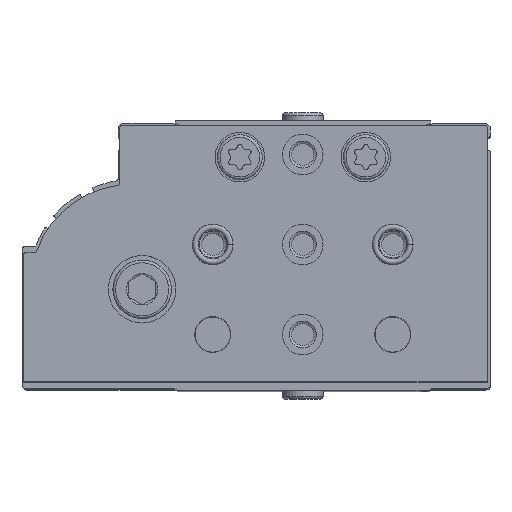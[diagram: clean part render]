
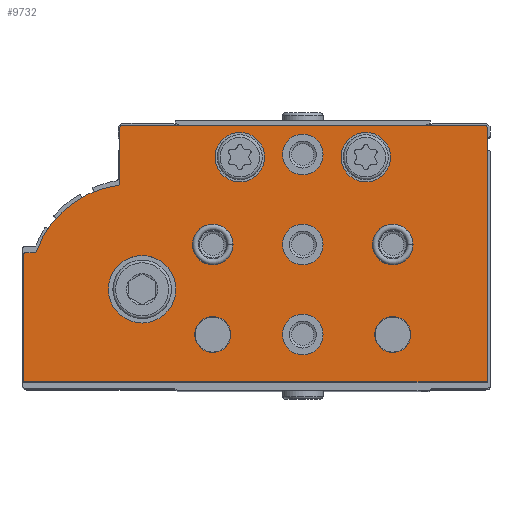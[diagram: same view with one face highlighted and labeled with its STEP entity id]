
A CAD part, top view. The second image highlights one B-rep face of the part: STEP entity #9732.
In plain terms, the highlighted face is planar.
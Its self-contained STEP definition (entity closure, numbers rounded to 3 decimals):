
#979=LINE('',#16548,#1721);
#981=LINE('',#16552,#1723);
#983=LINE('',#16556,#1725);
#986=LINE('',#16564,#1728);
#991=LINE('',#16580,#1733);
#994=LINE('',#16588,#1736);
#1721=VECTOR('',#13361,1000.);
#1723=VECTOR('',#13365,1000.);
#1725=VECTOR('',#13369,1000.);
#1728=VECTOR('',#13378,1000.);
#1733=VECTOR('',#13397,1000.);
#1736=VECTOR('',#13406,1000.);
#3699=ORIENTED_EDGE('',*,*,#5488,.T.);
#3700=ORIENTED_EDGE('',*,*,#5489,.T.);
#3701=ORIENTED_EDGE('',*,*,#5490,.T.);
#3702=ORIENTED_EDGE('',*,*,#5491,.T.);
#3703=ORIENTED_EDGE('',*,*,#5492,.T.);
#3704=ORIENTED_EDGE('',*,*,#5493,.T.);
#3705=ORIENTED_EDGE('',*,*,#5494,.T.);
#3706=ORIENTED_EDGE('',*,*,#5495,.T.);
#3707=ORIENTED_EDGE('',*,*,#5496,.T.);
#3708=ORIENTED_EDGE('',*,*,#5497,.T.);
#3709=ORIENTED_EDGE('',*,*,#5463,.F.);
#3710=ORIENTED_EDGE('',*,*,#5486,.F.);
#3711=ORIENTED_EDGE('',*,*,#5484,.F.);
#3712=ORIENTED_EDGE('',*,*,#5482,.F.);
#3713=ORIENTED_EDGE('',*,*,#5480,.T.);
#3714=ORIENTED_EDGE('',*,*,#5478,.F.);
#3715=ORIENTED_EDGE('',*,*,#5476,.T.);
#3716=ORIENTED_EDGE('',*,*,#5474,.F.);
#3717=ORIENTED_EDGE('',*,*,#5472,.F.);
#3718=ORIENTED_EDGE('',*,*,#5470,.F.);
#3719=ORIENTED_EDGE('',*,*,#5468,.F.);
#3720=ORIENTED_EDGE('',*,*,#5466,.F.);
#5463=EDGE_CURVE('',#6543,#6544,#7144,.T.);
#5466=EDGE_CURVE('',#6544,#6545,#979,.T.);
#5468=EDGE_CURVE('',#6545,#6546,#981,.T.);
#5470=EDGE_CURVE('',#6546,#6547,#983,.T.);
#5472=EDGE_CURVE('',#6547,#6548,#7145,.T.);
#5474=EDGE_CURVE('',#6548,#6549,#986,.T.);
#5476=EDGE_CURVE('',#6550,#6549,#7146,.T.);
#5478=EDGE_CURVE('',#6550,#6551,#7147,.T.);
#5480=EDGE_CURVE('',#6552,#6551,#7148,.T.);
#5482=EDGE_CURVE('',#6552,#6553,#991,.T.);
#5484=EDGE_CURVE('',#6553,#6554,#7149,.T.);
#5486=EDGE_CURVE('',#6554,#6543,#994,.T.);
#5488=EDGE_CURVE('',#6555,#6555,#7150,.T.);
#5489=EDGE_CURVE('',#6556,#6556,#7151,.T.);
#5490=EDGE_CURVE('',#6557,#6557,#7152,.T.);
#5491=EDGE_CURVE('',#6558,#6558,#7153,.T.);
#5492=EDGE_CURVE('',#6559,#6559,#7154,.T.);
#5493=EDGE_CURVE('',#6560,#6560,#7155,.T.);
#5494=EDGE_CURVE('',#6561,#6561,#7156,.T.);
#5495=EDGE_CURVE('',#6562,#6562,#7157,.T.);
#5496=EDGE_CURVE('',#6563,#6563,#7158,.T.);
#5497=EDGE_CURVE('',#6564,#6564,#7159,.T.);
#6543=VERTEX_POINT('',#16543);
#6544=VERTEX_POINT('',#16544);
#6545=VERTEX_POINT('',#16549);
#6546=VERTEX_POINT('',#16553);
#6547=VERTEX_POINT('',#16557);
#6548=VERTEX_POINT('',#16561);
#6549=VERTEX_POINT('',#16565);
#6550=VERTEX_POINT('',#16569);
#6551=VERTEX_POINT('',#16573);
#6552=VERTEX_POINT('',#16577);
#6553=VERTEX_POINT('',#16581);
#6554=VERTEX_POINT('',#16585);
#6555=VERTEX_POINT('',#16592);
#6556=VERTEX_POINT('',#16594);
#6557=VERTEX_POINT('',#16596);
#6558=VERTEX_POINT('',#16598);
#6559=VERTEX_POINT('',#16600);
#6560=VERTEX_POINT('',#16602);
#6561=VERTEX_POINT('',#16604);
#6562=VERTEX_POINT('',#16606);
#6563=VERTEX_POINT('',#16608);
#6564=VERTEX_POINT('',#16610);
#7144=CIRCLE('',#10942,0.5);
#7145=CIRCLE('',#10947,0.5);
#7146=CIRCLE('',#10950,0.5);
#7147=CIRCLE('',#10952,22.5);
#7148=CIRCLE('',#10954,0.5);
#7149=CIRCLE('',#10957,0.5);
#7150=CIRCLE('',#10960,7.5);
#7151=CIRCLE('',#10961,4.5);
#7152=CIRCLE('',#10962,5.5);
#7153=CIRCLE('',#10963,5.5);
#7154=CIRCLE('',#10964,4.5);
#7155=CIRCLE('',#10965,4.5);
#7156=CIRCLE('',#10966,4.5);
#7157=CIRCLE('',#10967,4.);
#7158=CIRCLE('',#10968,4.5);
#7159=CIRCLE('',#10969,4.);
#7862=EDGE_LOOP('',(#3699));
#7863=EDGE_LOOP('',(#3700));
#7864=EDGE_LOOP('',(#3701));
#7865=EDGE_LOOP('',(#3702));
#7866=EDGE_LOOP('',(#3703));
#7867=EDGE_LOOP('',(#3704));
#7868=EDGE_LOOP('',(#3705));
#7869=EDGE_LOOP('',(#3706));
#7870=EDGE_LOOP('',(#3707));
#7871=EDGE_LOOP('',(#3708));
#7872=EDGE_LOOP('',(#3709,#3710,#3711,#3712,#3713,#3714,#3715,#3716,#3717,
#3718,#3719,#3720));
#8718=FACE_BOUND('',#7862,.T.);
#8719=FACE_BOUND('',#7863,.T.);
#8720=FACE_BOUND('',#7864,.T.);
#8721=FACE_BOUND('',#7865,.T.);
#8722=FACE_BOUND('',#7866,.T.);
#8723=FACE_BOUND('',#7867,.T.);
#8724=FACE_BOUND('',#7868,.T.);
#8725=FACE_BOUND('',#7869,.T.);
#8726=FACE_BOUND('',#7870,.T.);
#8727=FACE_BOUND('',#7871,.T.);
#8728=FACE_BOUND('',#7872,.T.);
#9265=PLANE('',#10959);
#9732=ADVANCED_FACE('',(#8718,#8719,#8720,#8721,#8722,#8723,#8724,#8725,
#8726,#8727,#8728),#9265,.F.);
#10942=AXIS2_PLACEMENT_3D('',#16542,#13355,#13356);
#10947=AXIS2_PLACEMENT_3D('',#16560,#13373,#13374);
#10950=AXIS2_PLACEMENT_3D('',#16568,#13382,#13383);
#10952=AXIS2_PLACEMENT_3D('',#16572,#13387,#13388);
#10954=AXIS2_PLACEMENT_3D('',#16576,#13392,#13393);
#10957=AXIS2_PLACEMENT_3D('',#16584,#13401,#13402);
#10959=AXIS2_PLACEMENT_3D('',#16590,#13408,#13409);
#10960=AXIS2_PLACEMENT_3D('',#16591,#13410,#13411);
#10961=AXIS2_PLACEMENT_3D('',#16593,#13412,#13413);
#10962=AXIS2_PLACEMENT_3D('',#16595,#13414,#13415);
#10963=AXIS2_PLACEMENT_3D('',#16597,#13416,#13417);
#10964=AXIS2_PLACEMENT_3D('',#16599,#13418,#13419);
#10965=AXIS2_PLACEMENT_3D('',#16601,#13420,#13421);
#10966=AXIS2_PLACEMENT_3D('',#16603,#13422,#13423);
#10967=AXIS2_PLACEMENT_3D('',#16605,#13424,#13425);
#10968=AXIS2_PLACEMENT_3D('',#16607,#13426,#13427);
#10969=AXIS2_PLACEMENT_3D('',#16609,#13428,#13429);
#13355=DIRECTION('',(0.,0.,1.));
#13356=DIRECTION('',(1.,0.,0.));
#13361=DIRECTION('',(0.,-1.,0.));
#13365=DIRECTION('',(1.,0.,0.));
#13369=DIRECTION('',(0.,1.,0.));
#13373=DIRECTION('',(0.,0.,1.));
#13374=DIRECTION('',(1.,0.,0.));
#13378=DIRECTION('',(-1.,0.,0.));
#13382=DIRECTION('',(0.,0.,1.));
#13383=DIRECTION('',(1.,0.,0.));
#13387=DIRECTION('',(0.,0.,1.));
#13388=DIRECTION('',(1.,0.,0.));
#13392=DIRECTION('',(0.,0.,1.));
#13393=DIRECTION('',(1.,0.,0.));
#13397=DIRECTION('',(0.,1.,0.));
#13401=DIRECTION('',(0.,0.,1.));
#13402=DIRECTION('',(1.,0.,0.));
#13406=DIRECTION('',(-1.,0.,0.));
#13408=DIRECTION('',(0.,0.,1.));
#13409=DIRECTION('',(1.,0.,0.));
#13410=DIRECTION('',(0.,0.,1.));
#13411=DIRECTION('',(1.,0.,0.));
#13412=DIRECTION('',(0.,0.,1.));
#13413=DIRECTION('',(1.,0.,0.));
#13414=DIRECTION('',(0.,0.,1.));
#13415=DIRECTION('',(1.,0.,0.));
#13416=DIRECTION('',(0.,0.,1.));
#13417=DIRECTION('',(1.,0.,0.));
#13418=DIRECTION('',(0.,0.,1.));
#13419=DIRECTION('',(1.,0.,0.));
#13420=DIRECTION('',(0.,0.,1.));
#13421=DIRECTION('',(1.,0.,0.));
#13422=DIRECTION('',(0.,0.,1.));
#13423=DIRECTION('',(1.,0.,0.));
#13424=DIRECTION('',(0.,0.,1.));
#13425=DIRECTION('',(1.,0.,0.));
#13426=DIRECTION('',(0.,0.,1.));
#13427=DIRECTION('',(1.,0.,0.));
#13428=DIRECTION('',(0.,0.,1.));
#13429=DIRECTION('',(1.,0.,0.));
#16542=CARTESIAN_POINT('',(0.5,56.5,0.));
#16543=CARTESIAN_POINT('',(0.5,57.,0.));
#16544=CARTESIAN_POINT('',(0.,56.5,0.));
#16548=CARTESIAN_POINT('',(0.,56.5,0.));
#16549=CARTESIAN_POINT('',(0.,0.,0.));
#16552=CARTESIAN_POINT('',(0.,0.,0.));
#16553=CARTESIAN_POINT('',(103.,0.,0.));
#16556=CARTESIAN_POINT('',(103.,0.,0.));
#16557=CARTESIAN_POINT('',(103.,28.2,0.));
#16560=CARTESIAN_POINT('',(102.5,28.2,0.));
#16561=CARTESIAN_POINT('',(102.5,28.7,0.));
#16564=CARTESIAN_POINT('',(102.5,28.7,0.));
#16565=CARTESIAN_POINT('',(100.637,28.7,0.));
#16568=CARTESIAN_POINT('',(100.637,29.2,0.));
#16569=CARTESIAN_POINT('',(100.167,29.03,0.));
#16572=CARTESIAN_POINT('',(79.,21.4,0.));
#16573=CARTESIAN_POINT('',(82.033,43.695,0.));
#16576=CARTESIAN_POINT('',(82.1,44.19,0.));
#16577=CARTESIAN_POINT('',(81.6,44.19,0.));
#16580=CARTESIAN_POINT('',(81.6,44.19,0.));
#16581=CARTESIAN_POINT('',(81.6,56.5,0.));
#16584=CARTESIAN_POINT('',(81.1,56.5,0.));
#16585=CARTESIAN_POINT('',(81.1,57.,0.));
#16588=CARTESIAN_POINT('',(81.1,57.,0.));
#16590=CARTESIAN_POINT('',(0.5,56.5,0.));
#16591=CARTESIAN_POINT('',(76.65,20.6,0.));
#16592=CARTESIAN_POINT('',(84.15,20.6,0.));
#16593=CARTESIAN_POINT('',(40.95,50.55,0.));
#16594=CARTESIAN_POINT('',(45.45,50.55,0.));
#16595=CARTESIAN_POINT('',(54.95,49.95,0.));
#16596=CARTESIAN_POINT('',(60.45,49.95,0.));
#16597=CARTESIAN_POINT('',(26.95,49.95,0.));
#16598=CARTESIAN_POINT('',(32.45,49.95,0.));
#16599=CARTESIAN_POINT('',(60.95,30.55,0.));
#16600=CARTESIAN_POINT('',(65.45,30.55,0.));
#16601=CARTESIAN_POINT('',(40.95,30.55,0.));
#16602=CARTESIAN_POINT('',(45.45,30.55,0.));
#16603=CARTESIAN_POINT('',(20.95,30.55,0.));
#16604=CARTESIAN_POINT('',(25.45,30.55,0.));
#16605=CARTESIAN_POINT('',(60.95,10.55,0.));
#16606=CARTESIAN_POINT('',(64.95,10.55,0.));
#16607=CARTESIAN_POINT('',(40.95,10.55,0.));
#16608=CARTESIAN_POINT('',(45.45,10.55,0.));
#16609=CARTESIAN_POINT('',(20.95,10.55,0.));
#16610=CARTESIAN_POINT('',(24.95,10.55,0.));
